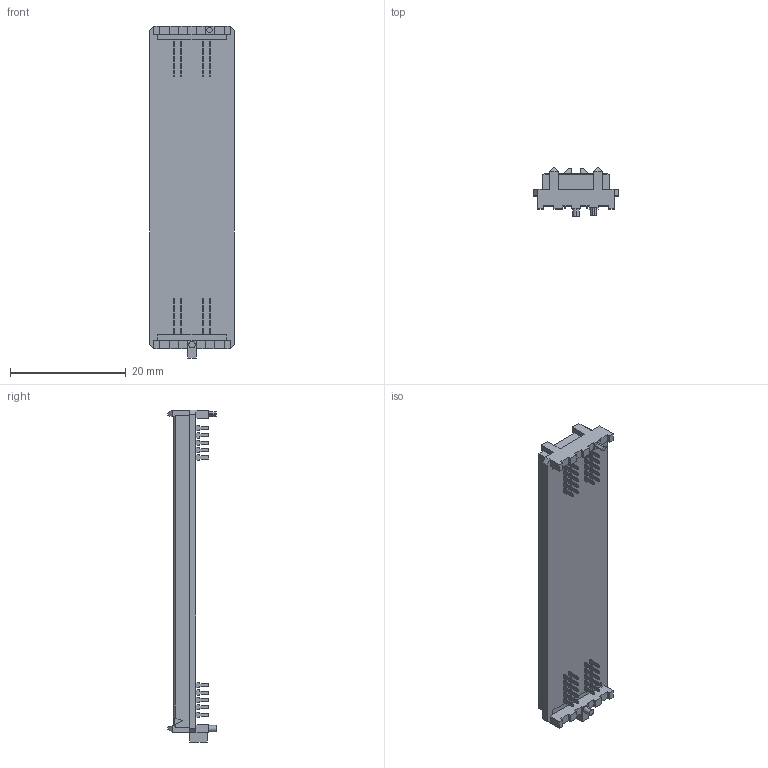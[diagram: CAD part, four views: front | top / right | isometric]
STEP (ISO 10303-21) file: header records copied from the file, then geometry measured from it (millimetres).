
FILE_DESCRIPTION((''),'2;1');
FILE_NAME('459704305','2016-04-13T',('me'),(''),'PRO/ENGINEER BY PARAMETRIC TECHNOLOGY CORPORATION, 2012310','PRO/ENGINEER BY PARAMETRIC TECHNOLOGY CORPORATION, 2012310','');
FILE_SCHEMA(('CONFIG_CONTROL_DESIGN'));
Length unit declared in the file: inch
Products named in the file (1): 459704305
Bounding box: 14.68 x 8.38 x 57.38 mm (x, y, z)
Volume: 2005.9 mm3; surface area: 3560.1 mm2
Topology: 1 solids, 1 shells, 640 faces, 2064 edges, 1472 vertices
Faces by surface type: plane 593, cylinder 47
Entity records: 22391 total; most frequent: CARTESIAN_POINT 4215, DIRECTION 3604, ORIENTED_EDGE 3480, EDGE_CURVE 1740, VECTOR 1646, LINE 1646, VERTEX_POINT 1148, AXIS2_PLACEMENT_3D 979
